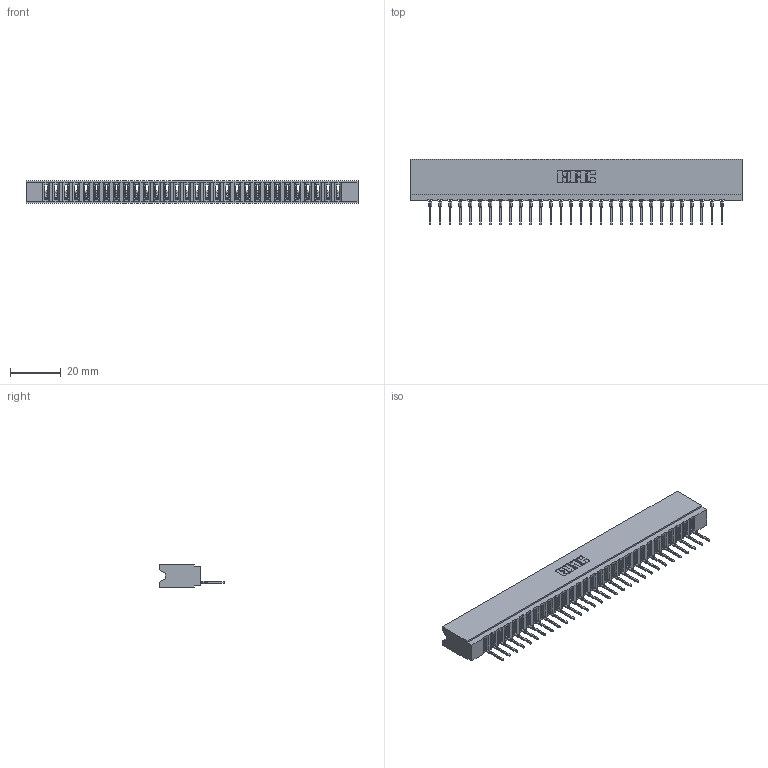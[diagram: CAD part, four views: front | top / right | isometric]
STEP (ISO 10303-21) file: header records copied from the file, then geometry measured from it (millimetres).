
FILE_DESCRIPTION (( 'STEP AP203' ), '1' );
FILE_NAME ('737-030-522-106.STEP', '2020-09-10T23:27:09', ( '' ), ( '' ), 'SwSTEP 2.0', 'SolidWorks 2020', '' );
FILE_SCHEMA (( 'CONFIG_CONTROL_DESIGN' ));
Length unit declared in the file: inch
Products named in the file (3): 745-292-001_522; 737 Part_Insulator Option - 06; 737-030-522-106
Assembly tree (31 placements, depth 2):
  737-030-522-106
    737 Part_Insulator Option - 06
    745-292-001_522  x30
Bounding box: 130.71 x 25.92 x 8.89 mm (x, y, z)
Volume: 12713 mm3; surface area: 16944.7 mm2
Topology: 31 solids, 31 shells, 3485 faces, 9587 edges, 6050 vertices
Faces by surface type: plane 2095, cylinder 610, bspline 600, torus 180
Entity records: 52167 total; most frequent: CARTESIAN_POINT 9698, ORIENTED_EDGE 9140, DIRECTION 7928, EDGE_CURVE 4570, LINE 4208, VECTOR 4208, VERTEX_POINT 2918, AXIS2_PLACEMENT_3D 1860
